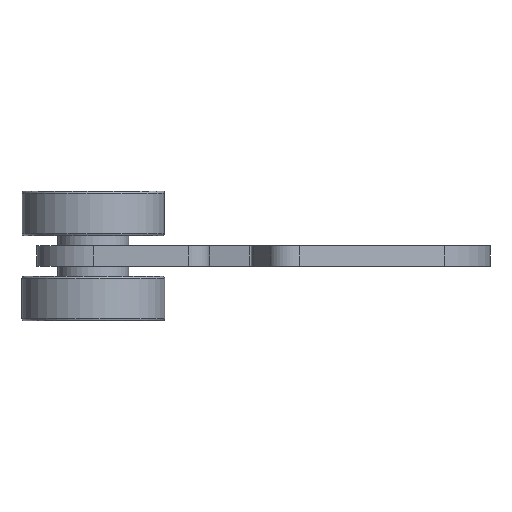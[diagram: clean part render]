
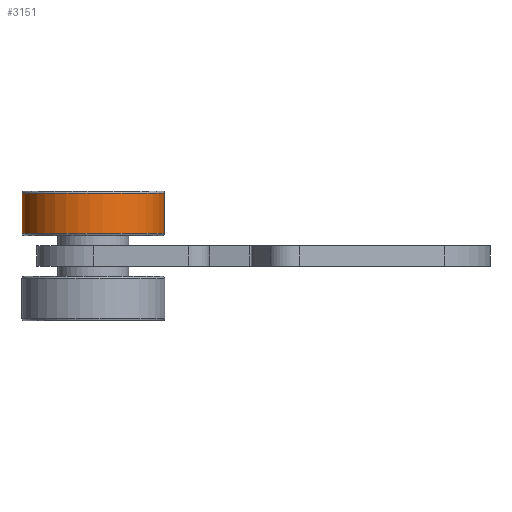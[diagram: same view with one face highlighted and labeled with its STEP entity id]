
A CAD part, left-side view. The second image highlights one B-rep face of the part: STEP entity #3151.
In plain terms, the highlighted cylindrical face has radius 16 mm (diameter 32 mm), a full revolution.
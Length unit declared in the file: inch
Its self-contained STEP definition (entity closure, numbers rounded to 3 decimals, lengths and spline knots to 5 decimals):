
#3120=CARTESIAN_POINT('',(-1.24931,1.88225,0.64302));
#3121=VERTEX_POINT('',#3120);
#3122=CARTESIAN_POINT('',(-1.75,1.5,0.64302));
#3123=DIRECTION('',(0.0,0.0,1.0));
#3124=DIRECTION('',(-0.795,-0.607,0.0));
#3125=AXIS2_PLACEMENT_3D('',#3122,#3123,#3124);
#3126=CIRCLE('',#3125,0.62992);
#3127=EDGE_CURVE('',#3121,#3121,#3126,.T.);
#3132=CARTESIAN_POINT('',(-1.75,1.5,0.68239));
#3133=DIRECTION('',(0.0,0.0,-1.0));
#3134=DIRECTION('',(0.795,0.607,0.0));
#3135=AXIS2_PLACEMENT_3D('',#3132,#3133,#3134);
#3136=CYLINDRICAL_SURFACE('',#3135,0.62992);
#3137=CARTESIAN_POINT('',(-1.24931,1.88225,0.28869));
#3138=VERTEX_POINT('',#3137);
#3139=CARTESIAN_POINT('',(-1.75,1.5,0.28869));
#3140=DIRECTION('',(0.0,0.0,1.0));
#3141=DIRECTION('',(-0.795,-0.607,0.0));
#3142=AXIS2_PLACEMENT_3D('',#3139,#3140,#3141);
#3143=CIRCLE('',#3142,0.62992);
#3144=EDGE_CURVE('',#3138,#3138,#3143,.T.);
#3145=ORIENTED_EDGE('',*,*,#3144,.T.);
#3146=EDGE_LOOP('',(#3145));
#3147=FACE_OUTER_BOUND('',#3146,.T.);
#3148=ORIENTED_EDGE('',*,*,#3127,.F.);
#3149=EDGE_LOOP('',(#3148));
#3150=FACE_BOUND('',#3149,.T.);
#3151=ADVANCED_FACE('',(#3147,#3150),#3136,.T.);
